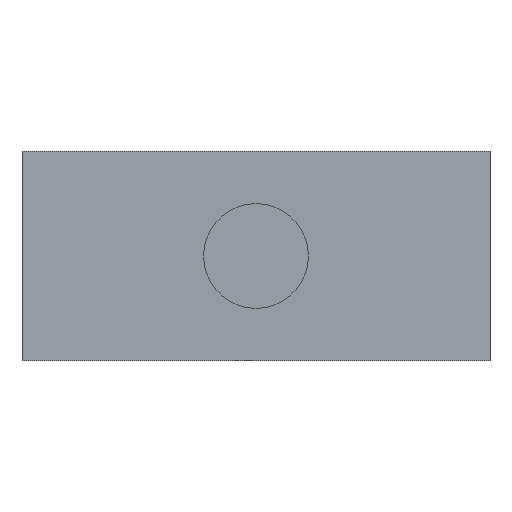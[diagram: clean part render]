
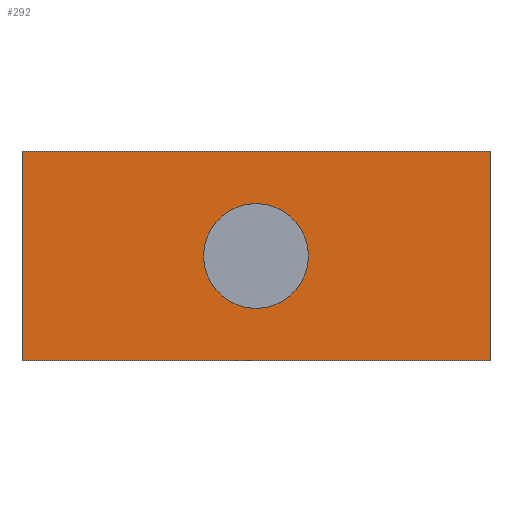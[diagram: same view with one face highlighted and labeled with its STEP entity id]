
A CAD part, front view. The second image highlights one B-rep face of the part: STEP entity #292.
In plain terms, the highlighted planar face has unit normal (0, -1, 0).
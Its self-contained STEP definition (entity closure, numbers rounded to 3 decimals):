
#2 = DIRECTION ( 'NONE',  ( 0., -1., 0. ) ) ;
#14 = VERTEX_POINT ( 'NONE', #737 ) ;
#19 = CARTESIAN_POINT ( 'NONE',  ( -6.7, -14., -3. ) ) ;
#46 = AXIS2_PLACEMENT_3D ( 'NONE', #250, #2, #489 ) ;
#59 = DIRECTION ( 'NONE',  ( 0., 0., -1. ) ) ;
#69 = CIRCLE ( 'NONE', #46, 1.5 ) ;
#73 = VECTOR ( 'NONE', #119, 1000. ) ;
#82 = DIRECTION ( 'NONE',  ( 0., 0., 1. ) ) ;
#101 = LINE ( 'NONE', #289, #759 ) ;
#119 = DIRECTION ( 'NONE',  ( 0., 0., -1. ) ) ;
#125 = VECTOR ( 'NONE', #723, 1000. ) ;
#147 = CARTESIAN_POINT ( 'NONE',  ( 6.7, -14., -3. ) ) ;
#151 = EDGE_CURVE ( 'NONE', #732, #409, #280, .T. ) ;
#178 = EDGE_CURVE ( 'NONE', #732, #279, #543, .T. ) ;
#196 = ORIENTED_EDGE ( 'NONE', *, *, #178, .T. ) ;
#202 = EDGE_CURVE ( 'NONE', #717, #14, #69, .T. ) ;
#207 = CARTESIAN_POINT ( 'NONE',  ( -6.7, -14., 3. ) ) ;
#209 = AXIS2_PLACEMENT_3D ( 'NONE', #346, #528, #237 ) ;
#237 = DIRECTION ( 'NONE',  ( 0., 0., -1. ) ) ;
#243 = ORIENTED_EDGE ( 'NONE', *, *, #525, .T. ) ;
#250 = CARTESIAN_POINT ( 'NONE',  ( 0., -14., 0. ) ) ;
#254 = CARTESIAN_POINT ( 'NONE',  ( -6.7, -14., 3. ) ) ;
#269 = PLANE ( 'NONE',  #729 ) ;
#279 = VERTEX_POINT ( 'NONE', #19 ) ;
#280 = LINE ( 'NONE', #486, #125 ) ;
#289 = CARTESIAN_POINT ( 'NONE',  ( -6.7, -14., -3. ) ) ;
#292 = ADVANCED_FACE ( 'NONE', ( #734, #374 ), #269, .F. ) ;
#346 = CARTESIAN_POINT ( 'NONE',  ( 0., -14., 0. ) ) ;
#354 = CIRCLE ( 'NONE', #209, 1.5 ) ;
#362 = EDGE_LOOP ( 'NONE', ( #735, #535 ) ) ;
#374 = FACE_OUTER_BOUND ( 'NONE', #382, .T. ) ;
#382 = EDGE_LOOP ( 'NONE', ( #243, #771, #605, #196 ) ) ;
#409 = VERTEX_POINT ( 'NONE', #582 ) ;
#435 = CARTESIAN_POINT ( 'NONE',  ( 0., -14., 1.5 ) ) ;
#486 = CARTESIAN_POINT ( 'NONE',  ( -6.7, -14., 3. ) ) ;
#489 = DIRECTION ( 'NONE',  ( 0., 0., -1. ) ) ;
#525 = EDGE_CURVE ( 'NONE', #279, #643, #101, .T. ) ;
#527 = EDGE_CURVE ( 'NONE', #14, #717, #354, .T. ) ;
#528 = DIRECTION ( 'NONE',  ( 0., -1., 0. ) ) ;
#534 = LINE ( 'NONE', #595, #73 ) ;
#535 = ORIENTED_EDGE ( 'NONE', *, *, #527, .F. ) ;
#543 = LINE ( 'NONE', #254, #589 ) ;
#582 = CARTESIAN_POINT ( 'NONE',  ( 6.7, -14., 3. ) ) ;
#589 = VECTOR ( 'NONE', #59, 1000. ) ;
#595 = CARTESIAN_POINT ( 'NONE',  ( 6.7, -14., 3. ) ) ;
#605 = ORIENTED_EDGE ( 'NONE', *, *, #151, .F. ) ;
#619 = CARTESIAN_POINT ( 'NONE',  ( -6.7, -14., 3. ) ) ;
#626 = EDGE_CURVE ( 'NONE', #409, #643, #534, .T. ) ;
#643 = VERTEX_POINT ( 'NONE', #147 ) ;
#673 = DIRECTION ( 'NONE',  ( 0., 1., 0. ) ) ;
#717 = VERTEX_POINT ( 'NONE', #435 ) ;
#723 = DIRECTION ( 'NONE',  ( 1., 0., 0. ) ) ;
#729 = AXIS2_PLACEMENT_3D ( 'NONE', #207, #673, #82 ) ;
#732 = VERTEX_POINT ( 'NONE', #619 ) ;
#734 = FACE_BOUND ( 'NONE', #362, .T. ) ;
#735 = ORIENTED_EDGE ( 'NONE', *, *, #202, .F. ) ;
#737 = CARTESIAN_POINT ( 'NONE',  ( 0., -14., -1.5 ) ) ;
#759 = VECTOR ( 'NONE', #766, 1000. ) ;
#766 = DIRECTION ( 'NONE',  ( 1., 0., 0. ) ) ;
#771 = ORIENTED_EDGE ( 'NONE', *, *, #626, .F. ) ;
